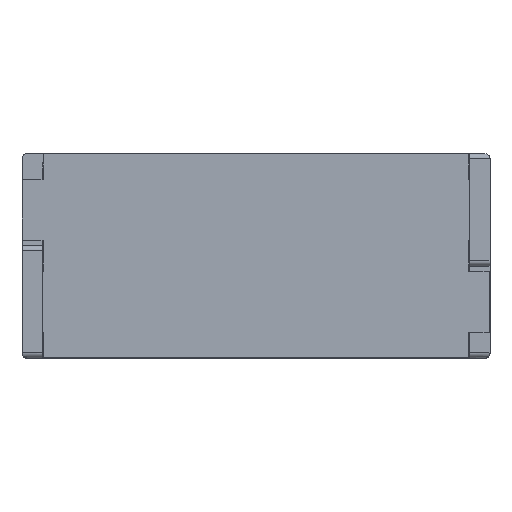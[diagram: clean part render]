
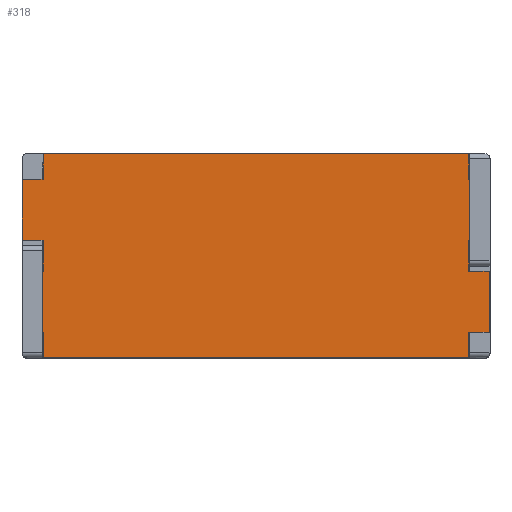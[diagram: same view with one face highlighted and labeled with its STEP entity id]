
A CAD part, top view. The second image highlights one B-rep face of the part: STEP entity #318.
In plain terms, the highlighted planar face has unit normal (0, 0, 1).
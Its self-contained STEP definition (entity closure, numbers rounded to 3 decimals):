
#318 = ADVANCED_FACE( '', ( #1824 ), #1825, .T. );
#1824 = FACE_OUTER_BOUND( '', #4740, .T. );
#1825 = PLANE( '', #4741 );
#4740 = EDGE_LOOP( '', ( #9710, #9711, #9712, #9713, #9714, #9715, #9716, #9717, #9718, #9719, #9720, #9721, #9722, #9723, #9724, #9725, #9726, #9727, #9728, #9729 ) );
#4741 = AXIS2_PLACEMENT_3D( '', #9730, #9731, #9732 );
#9710 = ORIENTED_EDGE( '', *, *, #17716, .F. );
#9711 = ORIENTED_EDGE( '', *, *, #18289, .F. );
#9712 = ORIENTED_EDGE( '', *, *, #18290, .F. );
#9713 = ORIENTED_EDGE( '', *, *, #18291, .F. );
#9714 = ORIENTED_EDGE( '', *, *, #18292, .F. );
#9715 = ORIENTED_EDGE( '', *, *, #18293, .F. );
#9716 = ORIENTED_EDGE( '', *, *, #18294, .F. );
#9717 = ORIENTED_EDGE( '', *, *, #18295, .F. );
#9718 = ORIENTED_EDGE( '', *, *, #18296, .F. );
#9719 = ORIENTED_EDGE( '', *, *, #18297, .F. );
#9720 = ORIENTED_EDGE( '', *, *, #17389, .F. );
#9721 = ORIENTED_EDGE( '', *, *, #17387, .T. );
#9722 = ORIENTED_EDGE( '', *, *, #17711, .F. );
#9723 = ORIENTED_EDGE( '', *, *, #18298, .F. );
#9724 = ORIENTED_EDGE( '', *, *, #18299, .T. );
#9725 = ORIENTED_EDGE( '', *, *, #18300, .T. );
#9726 = ORIENTED_EDGE( '', *, *, #17356, .F. );
#9727 = ORIENTED_EDGE( '', *, *, #18301, .F. );
#9728 = ORIENTED_EDGE( '', *, *, #18302, .F. );
#9729 = ORIENTED_EDGE( '', *, *, #18303, .T. );
#9730 = CARTESIAN_POINT( '', ( 10.81, 0., 26.91 ) );
#9731 = DIRECTION( '', ( 0., 0., 1. ) );
#9732 = DIRECTION( '', ( 1., 0., 0. ) );
#17356 = EDGE_CURVE( '', #20593, #20596, #20597, .T. );
#17387 = EDGE_CURVE( '', #20656, #20654, #20657, .T. );
#17389 = EDGE_CURVE( '', #20656, #20659, #20660, .T. );
#17711 = EDGE_CURVE( '', #21236, #20654, #21238, .T. );
#17716 = EDGE_CURVE( '', #21244, #21242, #21246, .T. );
#18289 = EDGE_CURVE( '', #22193, #21244, #22194, .T. );
#18290 = EDGE_CURVE( '', #22195, #22193, #22196, .T. );
#18291 = EDGE_CURVE( '', #22197, #22195, #22198, .T. );
#18292 = EDGE_CURVE( '', #22199, #22197, #22200, .T. );
#18293 = EDGE_CURVE( '', #22201, #22199, #22202, .T. );
#18294 = EDGE_CURVE( '', #22203, #22201, #22204, .T. );
#18295 = EDGE_CURVE( '', #22205, #22203, #22206, .T. );
#18296 = EDGE_CURVE( '', #22207, #22205, #22208, .T. );
#18297 = EDGE_CURVE( '', #20659, #22207, #22209, .T. );
#18298 = EDGE_CURVE( '', #22210, #21236, #22211, .T. );
#18299 = EDGE_CURVE( '', #22210, #22212, #22213, .T. );
#18300 = EDGE_CURVE( '', #22212, #20596, #22214, .T. );
#18301 = EDGE_CURVE( '', #22215, #20593, #22216, .T. );
#18302 = EDGE_CURVE( '', #22217, #22215, #22218, .T. );
#18303 = EDGE_CURVE( '', #22217, #21242, #22219, .T. );
#20593 = VERTEX_POINT( '', #25909 );
#20596 = VERTEX_POINT( '', #25913 );
#20597 = LINE( '', #25914, #25915 );
#20654 = VERTEX_POINT( '', #25995 );
#20656 = VERTEX_POINT( '', #25998 );
#20657 = LINE( '', #25999, #26000 );
#20659 = VERTEX_POINT( '', #26003 );
#20660 = LINE( '', #26004, #26005 );
#21236 = VERTEX_POINT( '', #27111 );
#21238 = LINE( '', #27114, #27115 );
#21242 = VERTEX_POINT( '', #27121 );
#21244 = VERTEX_POINT( '', #27124 );
#21246 = LINE( '', #27127, #27128 );
#22193 = VERTEX_POINT( '', #28593 );
#22194 = LINE( '', #28594, #28595 );
#22195 = VERTEX_POINT( '', #28596 );
#22196 = LINE( '', #28597, #28598 );
#22197 = VERTEX_POINT( '', #28599 );
#22198 = LINE( '', #28600, #28601 );
#22199 = VERTEX_POINT( '', #28602 );
#22200 = LINE( '', #28603, #28604 );
#22201 = VERTEX_POINT( '', #28605 );
#22202 = LINE( '', #28606, #28607 );
#22203 = VERTEX_POINT( '', #28608 );
#22204 = LINE( '', #28609, #28610 );
#22205 = VERTEX_POINT( '', #28611 );
#22206 = LINE( '', #28612, #28613 );
#22207 = VERTEX_POINT( '', #28614 );
#22208 = LINE( '', #28615, #28616 );
#22209 = LINE( '', #28617, #28618 );
#22210 = VERTEX_POINT( '', #28619 );
#22211 = LINE( '', #28620, #28621 );
#22212 = VERTEX_POINT( '', #28622 );
#22213 = LINE( '', #28623, #28624 );
#22214 = LINE( '', #28625, #28626 );
#22215 = VERTEX_POINT( '', #28627 );
#22216 = LINE( '', #28628, #28629 );
#22217 = VERTEX_POINT( '', #28630 );
#22218 = LINE( '', #28631, #28632 );
#22219 = LINE( '', #28633, #28634 );
#25909 = CARTESIAN_POINT( '', ( 2.04, 8.4, 26.91 ) );
#25913 = CARTESIAN_POINT( '', ( 2.04, 11.4, 26.91 ) );
#25914 = CARTESIAN_POINT( '', ( 2.04, 0., 26.91 ) );
#25915 = VECTOR( '', #34613, 1000. );
#25995 = CARTESIAN_POINT( '', ( 2.04, 19.8, 26.91 ) );
#25998 = CARTESIAN_POINT( '', ( 43.3, 19.8, 26.91 ) );
#25999 = CARTESIAN_POINT( '', ( 10.81, 19.8, 26.91 ) );
#26000 = VECTOR( '', #34656, 1000. );
#26003 = CARTESIAN_POINT( '', ( 43.3, 17.3, 26.91 ) );
#26004 = CARTESIAN_POINT( '', ( 43.3, 17.3, 26.91 ) );
#26005 = VECTOR( '', #34658, 1000. );
#27111 = CARTESIAN_POINT( '', ( 2.04, 17.3, 26.91 ) );
#27114 = CARTESIAN_POINT( '', ( 2.04, 0., 26.91 ) );
#27115 = VECTOR( '', #34996, 1000. );
#27121 = CARTESIAN_POINT( '', ( 2.04, 2.5, 26.91 ) );
#27124 = CARTESIAN_POINT( '', ( 2.04, 0., 26.91 ) );
#27127 = CARTESIAN_POINT( '', ( 2.04, 0., 26.91 ) );
#27128 = VECTOR( '', #35001, 1000. );
#28593 = CARTESIAN_POINT( '', ( 43.3, 0., 26.91 ) );
#28594 = CARTESIAN_POINT( '', ( 10.81, 0., 26.91 ) );
#28595 = VECTOR( '', #35914, 1000. );
#28596 = CARTESIAN_POINT( '', ( 43.3, 2.5, 26.91 ) );
#28597 = CARTESIAN_POINT( '', ( 43.3, 0., 26.91 ) );
#28598 = VECTOR( '', #35915, 1000. );
#28599 = CARTESIAN_POINT( '', ( 45.3, 2.5, 26.91 ) );
#28600 = CARTESIAN_POINT( '', ( 43.3, 2.5, 26.91 ) );
#28601 = VECTOR( '', #35916, 1000. );
#28602 = CARTESIAN_POINT( '', ( 45.3, 8.4, 26.91 ) );
#28603 = CARTESIAN_POINT( '', ( 45.3, 2.5, 26.91 ) );
#28604 = VECTOR( '', #35917, 1000. );
#28605 = CARTESIAN_POINT( '', ( 43.3, 8.4, 26.91 ) );
#28606 = CARTESIAN_POINT( '', ( 45.3, 8.4, 26.91 ) );
#28607 = VECTOR( '', #35918, 1000. );
#28608 = CARTESIAN_POINT( '', ( 43.3, 11.4, 26.91 ) );
#28609 = CARTESIAN_POINT( '', ( 43.3, 8.4, 26.91 ) );
#28610 = VECTOR( '', #35919, 1000. );
#28611 = CARTESIAN_POINT( '', ( 45.3, 11.4, 26.91 ) );
#28612 = CARTESIAN_POINT( '', ( 43.3, 11.4, 26.91 ) );
#28613 = VECTOR( '', #35920, 1000. );
#28614 = CARTESIAN_POINT( '', ( 45.3, 17.3, 26.91 ) );
#28615 = CARTESIAN_POINT( '', ( 45.3, 11.4, 26.91 ) );
#28616 = VECTOR( '', #35921, 1000. );
#28617 = CARTESIAN_POINT( '', ( 45.3, 17.3, 26.91 ) );
#28618 = VECTOR( '', #35922, 1000. );
#28619 = CARTESIAN_POINT( '', ( 0.04, 17.3, 26.91 ) );
#28620 = CARTESIAN_POINT( '', ( 0.04, 17.3, 26.91 ) );
#28621 = VECTOR( '', #35923, 1000. );
#28622 = CARTESIAN_POINT( '', ( 0.04, 11.4, 26.91 ) );
#28623 = CARTESIAN_POINT( '', ( 0.04, 11.4, 26.91 ) );
#28624 = VECTOR( '', #35924, 1000. );
#28625 = CARTESIAN_POINT( '', ( 0.04, 11.4, 26.91 ) );
#28626 = VECTOR( '', #35925, 1000. );
#28627 = CARTESIAN_POINT( '', ( 0.04, 8.4, 26.91 ) );
#28628 = CARTESIAN_POINT( '', ( 0.04, 8.4, 26.91 ) );
#28629 = VECTOR( '', #35926, 1000. );
#28630 = CARTESIAN_POINT( '', ( 0.04, 2.5, 26.91 ) );
#28631 = CARTESIAN_POINT( '', ( 0.04, 2.5, 26.91 ) );
#28632 = VECTOR( '', #35927, 1000. );
#28633 = CARTESIAN_POINT( '', ( 0.04, 2.5, 26.91 ) );
#28634 = VECTOR( '', #35928, 1000. );
#34613 = DIRECTION( '', ( 0., 1., 0. ) );
#34656 = DIRECTION( '', ( -1., 0., 0. ) );
#34658 = DIRECTION( '', ( 0., -1., 0. ) );
#34996 = DIRECTION( '', ( 0., 1., 0. ) );
#35001 = DIRECTION( '', ( 0., 1., 0. ) );
#35914 = DIRECTION( '', ( -1., 0., 0. ) );
#35915 = DIRECTION( '', ( 0., -1., 0. ) );
#35916 = DIRECTION( '', ( -1., 0., 0. ) );
#35917 = DIRECTION( '', ( 0., -1., 0. ) );
#35918 = DIRECTION( '', ( 1., 0., 0. ) );
#35919 = DIRECTION( '', ( 0., -1., 0. ) );
#35920 = DIRECTION( '', ( -1., 0., 0. ) );
#35921 = DIRECTION( '', ( 0., -1., 0. ) );
#35922 = DIRECTION( '', ( 1., 0., 0. ) );
#35923 = DIRECTION( '', ( 1., 0., 0. ) );
#35924 = DIRECTION( '', ( 0., -1., 0. ) );
#35925 = DIRECTION( '', ( 1., 0., 0. ) );
#35926 = DIRECTION( '', ( 1., 0., 0. ) );
#35927 = DIRECTION( '', ( 0., 1., 0. ) );
#35928 = DIRECTION( '', ( 1., 0., 0. ) );
